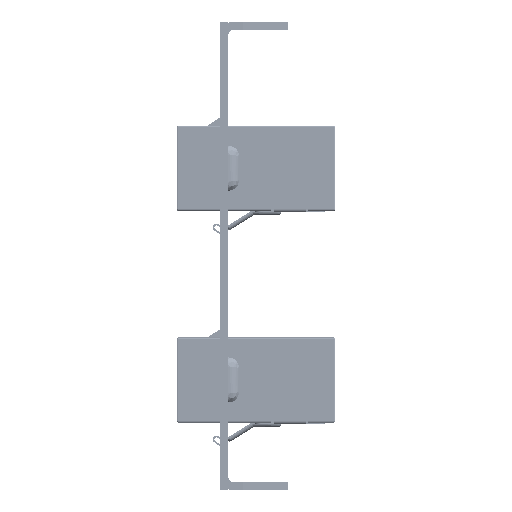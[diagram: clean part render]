
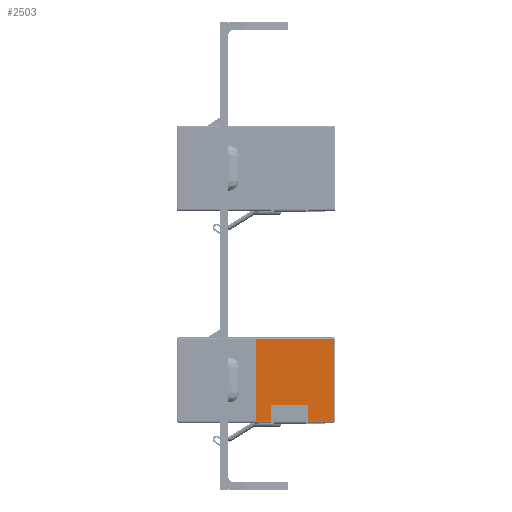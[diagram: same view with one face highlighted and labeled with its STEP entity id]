
A CAD part, left-side view. The second image highlights one B-rep face of the part: STEP entity #2503.
In plain terms, the highlighted face is planar.
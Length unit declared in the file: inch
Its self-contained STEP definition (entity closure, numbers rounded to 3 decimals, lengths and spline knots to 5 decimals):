
#1772 = CARTESIAN_POINT ( 'NONE',  ( 0.2874, -0.38924, 0.30512 ) ) ;
#2503 = ADVANCED_FACE ( 'NONE', ( #23320 ), #72540, .F. ) ;
#3119 = VECTOR ( 'NONE', #60628, 39.37008 ) ;
#4402 = DIRECTION ( 'NONE',  ( 0., -1., 0. ) ) ;
#5455 = EDGE_CURVE ( 'NONE', #51606, #61511, #69560, .T. ) ;
#5709 = AXIS2_PLACEMENT_3D ( 'NONE', #13727, #33439, #79133 ) ;
#5966 = EDGE_CURVE ( 'NONE', #22599, #35413, #72607, .T. ) ;
#9886 = CARTESIAN_POINT ( 'NONE',  ( 0.2874, -0.11487, 0.31693 ) ) ;
#10043 = CARTESIAN_POINT ( 'NONE',  ( 0.2874, -0.00197, 0.31693 ) ) ;
#10303 = CARTESIAN_POINT ( 'NONE',  ( 0.2874, -0.38924, 0.18701 ) ) ;
#10654 = DIRECTION ( 'NONE',  ( 0., 0., -1. ) ) ;
#12402 = ORIENTED_EDGE ( 'NONE', *, *, #62342, .F. ) ;
#12596 = EDGE_CURVE ( 'NONE', #70575, #74792, #58191, .T. ) ;
#13581 = EDGE_CURVE ( 'NONE', #73125, #48609, #42892, .T. ) ;
#13727 = CARTESIAN_POINT ( 'NONE',  ( 0.2874, 0.59055, -0.31693 ) ) ;
#14872 = LINE ( 'NONE', #56657, #47570 ) ;
#22599 = VERTEX_POINT ( 'NONE', #1772 ) ;
#23320 = FACE_OUTER_BOUND ( 'NONE', #58890, .T. ) ;
#24244 = ORIENTED_EDGE ( 'NONE', *, *, #28498, .F. ) ;
#25362 = ORIENTED_EDGE ( 'NONE', *, *, #34977, .F. ) ;
#27578 = VECTOR ( 'NONE', #4402, 39.37008 ) ;
#28106 = CARTESIAN_POINT ( 'NONE',  ( 0.2874, 0.59055, 0.30512 ) ) ;
#28498 = EDGE_CURVE ( 'NONE', #70575, #48609, #55507, .T. ) ;
#32920 = CARTESIAN_POINT ( 'NONE',  ( 0.2874, -0.38924, 0.18701 ) ) ;
#33439 = DIRECTION ( 'NONE',  ( -1., 0., 0. ) ) ;
#34977 = EDGE_CURVE ( 'NONE', #22599, #51606, #14872, .T. ) ;
#35413 = VERTEX_POINT ( 'NONE', #82578 ) ;
#36097 = VECTOR ( 'NONE', #62275, 39.37008 ) ;
#40633 = ORIENTED_EDGE ( 'NONE', *, *, #13581, .T. ) ;
#42892 = LINE ( 'NONE', #84390, #77645 ) ;
#43167 = CARTESIAN_POINT ( 'NONE',  ( 0.2874, -0.11487, 0.18701 ) ) ;
#45144 = CARTESIAN_POINT ( 'NONE',  ( 0.2874, -0.57874, -0.30512 ) ) ;
#47570 = VECTOR ( 'NONE', #69791, 39.37008 ) ;
#48609 = VERTEX_POINT ( 'NONE', #69246 ) ;
#51606 = VERTEX_POINT ( 'NONE', #10303 ) ;
#51871 = DIRECTION ( 'NONE',  ( 0., 1., 0. ) ) ;
#52210 = VECTOR ( 'NONE', #78621, 39.37008 ) ;
#55507 = LINE ( 'NONE', #10043, #36097 ) ;
#55727 = EDGE_CURVE ( 'NONE', #35413, #73125, #71830, .T. ) ;
#56657 = CARTESIAN_POINT ( 'NONE',  ( 0.2874, -0.38924, 0.31693 ) ) ;
#58037 = CARTESIAN_POINT ( 'NONE',  ( 0.2874, -0.11487, 0.30512 ) ) ;
#58191 = LINE ( 'NONE', #82621, #27578 ) ;
#58890 = EDGE_LOOP ( 'NONE', ( #24244, #79172, #12402, #80553, #25362, #69635, #78931, #40633 ) ) ;
#60628 = DIRECTION ( 'NONE',  ( 0., -1., 0. ) ) ;
#61511 = VERTEX_POINT ( 'NONE', #43167 ) ;
#62126 = DIRECTION ( 'NONE',  ( 0., 0., 1. ) ) ;
#62275 = DIRECTION ( 'NONE',  ( 0., 0., -1. ) ) ;
#62342 = EDGE_CURVE ( 'NONE', #61511, #74792, #65367, .T. ) ;
#65367 = LINE ( 'NONE', #9886, #82748 ) ;
#66638 = CARTESIAN_POINT ( 'NONE',  ( 0.2874, -0.00197, 0.30512 ) ) ;
#69246 = CARTESIAN_POINT ( 'NONE',  ( 0.2874, -0.00197, -0.30512 ) ) ;
#69560 = LINE ( 'NONE', #32920, #52210 ) ;
#69635 = ORIENTED_EDGE ( 'NONE', *, *, #5966, .T. ) ;
#69776 = VECTOR ( 'NONE', #10654, 39.37008 ) ;
#69791 = DIRECTION ( 'NONE',  ( 0., 0., -1. ) ) ;
#70575 = VERTEX_POINT ( 'NONE', #66638 ) ;
#71830 = LINE ( 'NONE', #82312, #69776 ) ;
#72540 = PLANE ( 'NONE',  #5709 ) ;
#72607 = LINE ( 'NONE', #28106, #3119 ) ;
#73125 = VERTEX_POINT ( 'NONE', #45144 ) ;
#74792 = VERTEX_POINT ( 'NONE', #58037 ) ;
#77645 = VECTOR ( 'NONE', #51871, 39.37008 ) ;
#78621 = DIRECTION ( 'NONE',  ( 0., 1., 0. ) ) ;
#78931 = ORIENTED_EDGE ( 'NONE', *, *, #55727, .T. ) ;
#79133 = DIRECTION ( 'NONE',  ( 0., 0., 1. ) ) ;
#79172 = ORIENTED_EDGE ( 'NONE', *, *, #12596, .T. ) ;
#80553 = ORIENTED_EDGE ( 'NONE', *, *, #5455, .F. ) ;
#82312 = CARTESIAN_POINT ( 'NONE',  ( 0.2874, -0.57874, -0.31693 ) ) ;
#82578 = CARTESIAN_POINT ( 'NONE',  ( 0.2874, -0.57874, 0.30512 ) ) ;
#82621 = CARTESIAN_POINT ( 'NONE',  ( 0.2874, 0.59055, 0.30512 ) ) ;
#82748 = VECTOR ( 'NONE', #62126, 39.37008 ) ;
#84390 = CARTESIAN_POINT ( 'NONE',  ( 0.2874, 0.59055, -0.30512 ) ) ;
